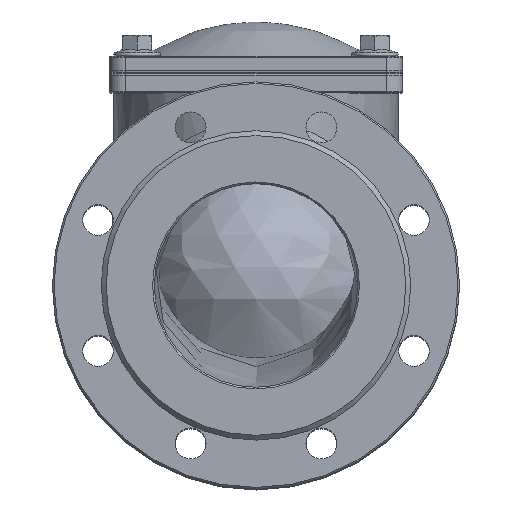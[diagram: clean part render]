
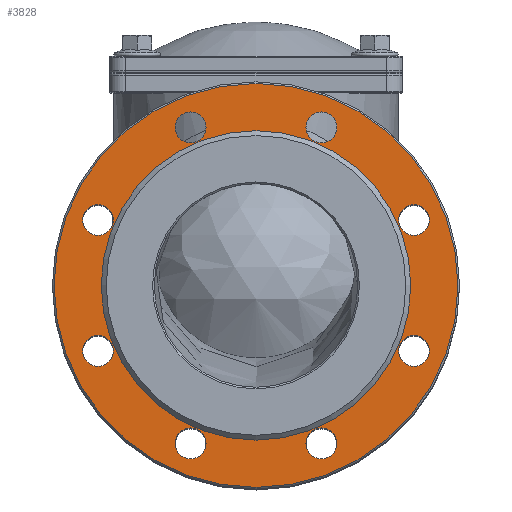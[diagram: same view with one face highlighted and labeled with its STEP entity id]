
A CAD part, top view. The second image highlights one B-rep face of the part: STEP entity #3828.
In plain terms, the highlighted planar face has unit normal (0, 0, 1).
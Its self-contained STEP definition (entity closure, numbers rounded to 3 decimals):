
#116=PLANE('',#4290);
#244=FACE_BOUND('',#1145,.T.);
#245=FACE_BOUND('',#1146,.T.);
#246=FACE_BOUND('',#1147,.T.);
#247=FACE_BOUND('',#1148,.T.);
#248=FACE_BOUND('',#1149,.T.);
#249=FACE_BOUND('',#1150,.T.);
#250=FACE_BOUND('',#1151,.T.);
#251=FACE_BOUND('',#1152,.T.);
#252=FACE_BOUND('',#1153,.T.);
#881=FACE_OUTER_BOUND('',#1144,.T.);
#1144=EDGE_LOOP('',(#3167));
#1145=EDGE_LOOP('',(#3168));
#1146=EDGE_LOOP('',(#3169));
#1147=EDGE_LOOP('',(#3170));
#1148=EDGE_LOOP('',(#3171));
#1149=EDGE_LOOP('',(#3172));
#1150=EDGE_LOOP('',(#3173));
#1151=EDGE_LOOP('',(#3174));
#1152=EDGE_LOOP('',(#3175));
#1153=EDGE_LOOP('',(#3176));
#1350=CIRCLE('',#4289,124.);
#1351=CIRCLE('',#4291,95.);
#1352=CIRCLE('',#4292,9.5);
#1353=CIRCLE('',#4293,9.5);
#1354=CIRCLE('',#4294,9.5);
#1355=CIRCLE('',#4295,9.5);
#1356=CIRCLE('',#4296,9.5);
#1357=CIRCLE('',#4297,9.5);
#1358=CIRCLE('',#4298,9.5);
#1359=CIRCLE('',#4299,9.5);
#1765=VERTEX_POINT('',#8863);
#1766=VERTEX_POINT('',#8867);
#1767=VERTEX_POINT('',#8869);
#1768=VERTEX_POINT('',#8871);
#1769=VERTEX_POINT('',#8873);
#1770=VERTEX_POINT('',#8875);
#1771=VERTEX_POINT('',#8877);
#1772=VERTEX_POINT('',#8879);
#1773=VERTEX_POINT('',#8881);
#1774=VERTEX_POINT('',#8883);
#2243=EDGE_CURVE('',#1765,#1765,#1350,.T.);
#2244=EDGE_CURVE('',#1766,#1766,#1351,.T.);
#2245=EDGE_CURVE('',#1767,#1767,#1352,.T.);
#2246=EDGE_CURVE('',#1768,#1768,#1353,.T.);
#2247=EDGE_CURVE('',#1769,#1769,#1354,.T.);
#2248=EDGE_CURVE('',#1770,#1770,#1355,.T.);
#2249=EDGE_CURVE('',#1771,#1771,#1356,.T.);
#2250=EDGE_CURVE('',#1772,#1772,#1357,.T.);
#2251=EDGE_CURVE('',#1773,#1773,#1358,.T.);
#2252=EDGE_CURVE('',#1774,#1774,#1359,.T.);
#3167=ORIENTED_EDGE('',*,*,#2243,.T.);
#3168=ORIENTED_EDGE('',*,*,#2244,.T.);
#3169=ORIENTED_EDGE('',*,*,#2245,.T.);
#3170=ORIENTED_EDGE('',*,*,#2246,.T.);
#3171=ORIENTED_EDGE('',*,*,#2247,.T.);
#3172=ORIENTED_EDGE('',*,*,#2248,.T.);
#3173=ORIENTED_EDGE('',*,*,#2249,.T.);
#3174=ORIENTED_EDGE('',*,*,#2250,.T.);
#3175=ORIENTED_EDGE('',*,*,#2251,.T.);
#3176=ORIENTED_EDGE('',*,*,#2252,.T.);
#3828=ADVANCED_FACE('',(#881,#244,#245,#246,#247,#248,#249,#250,#251,#252),
#116,.T.);
#4289=AXIS2_PLACEMENT_3D('',#8865,#5133,#5134);
#4290=AXIS2_PLACEMENT_3D('',#8866,#5135,#5136);
#4291=AXIS2_PLACEMENT_3D('',#8868,#5137,#5138);
#4292=AXIS2_PLACEMENT_3D('',#8870,#5139,#5140);
#4293=AXIS2_PLACEMENT_3D('',#8872,#5141,#5142);
#4294=AXIS2_PLACEMENT_3D('',#8874,#5143,#5144);
#4295=AXIS2_PLACEMENT_3D('',#8876,#5145,#5146);
#4296=AXIS2_PLACEMENT_3D('',#8878,#5147,#5148);
#4297=AXIS2_PLACEMENT_3D('',#8880,#5149,#5150);
#4298=AXIS2_PLACEMENT_3D('',#8882,#5151,#5152);
#4299=AXIS2_PLACEMENT_3D('',#8884,#5153,#5154);
#5133=DIRECTION('center_axis',(0.,0.,1.));
#5134=DIRECTION('ref_axis',(-1.,0.,0.));
#5135=DIRECTION('center_axis',(0.,0.,1.));
#5136=DIRECTION('ref_axis',(1.,0.,0.));
#5137=DIRECTION('center_axis',(0.,0.,-1.));
#5138=DIRECTION('ref_axis',(-1.,0.,0.));
#5139=DIRECTION('center_axis',(0.,0.,-1.));
#5140=DIRECTION('ref_axis',(-1.,0.,0.));
#5141=DIRECTION('center_axis',(0.,0.,-1.));
#5142=DIRECTION('ref_axis',(-1.,0.,0.));
#5143=DIRECTION('center_axis',(0.,0.,-1.));
#5144=DIRECTION('ref_axis',(-1.,0.,0.));
#5145=DIRECTION('center_axis',(0.,0.,-1.));
#5146=DIRECTION('ref_axis',(-1.,0.,0.));
#5147=DIRECTION('center_axis',(0.,0.,-1.));
#5148=DIRECTION('ref_axis',(-1.,0.,0.));
#5149=DIRECTION('center_axis',(0.,0.,-1.));
#5150=DIRECTION('ref_axis',(-1.,0.,0.));
#5151=DIRECTION('center_axis',(0.,0.,-1.));
#5152=DIRECTION('ref_axis',(-1.,0.,0.));
#5153=DIRECTION('center_axis',(0.,0.,-1.));
#5154=DIRECTION('ref_axis',(-1.,0.,0.));
#8863=CARTESIAN_POINT('',(124.,0.,347.));
#8865=CARTESIAN_POINT('Origin',(0.,0.,347.));
#8866=CARTESIAN_POINT('Origin',(0.,0.,347.));
#8867=CARTESIAN_POINT('',(95.,0.,347.));
#8868=CARTESIAN_POINT('Origin',(0.,0.,347.));
#8869=CARTESIAN_POINT('',(49.682,-97.007,347.));
#8870=CARTESIAN_POINT('Origin',(40.182,-97.007,347.));
#8871=CARTESIAN_POINT('',(-30.682,-97.007,347.));
#8872=CARTESIAN_POINT('Origin',(-40.182,-97.007,347.));
#8873=CARTESIAN_POINT('',(-87.507,-40.182,347.));
#8874=CARTESIAN_POINT('Origin',(-97.007,-40.182,347.));
#8875=CARTESIAN_POINT('',(-87.507,40.182,347.));
#8876=CARTESIAN_POINT('Origin',(-97.007,40.182,347.));
#8877=CARTESIAN_POINT('',(-30.682,97.007,347.));
#8878=CARTESIAN_POINT('Origin',(-40.182,97.007,347.));
#8879=CARTESIAN_POINT('',(49.682,97.007,347.));
#8880=CARTESIAN_POINT('Origin',(40.182,97.007,347.));
#8881=CARTESIAN_POINT('',(106.507,40.182,347.));
#8882=CARTESIAN_POINT('Origin',(97.007,40.182,347.));
#8883=CARTESIAN_POINT('',(106.507,-40.182,347.));
#8884=CARTESIAN_POINT('Origin',(97.007,-40.182,347.));
